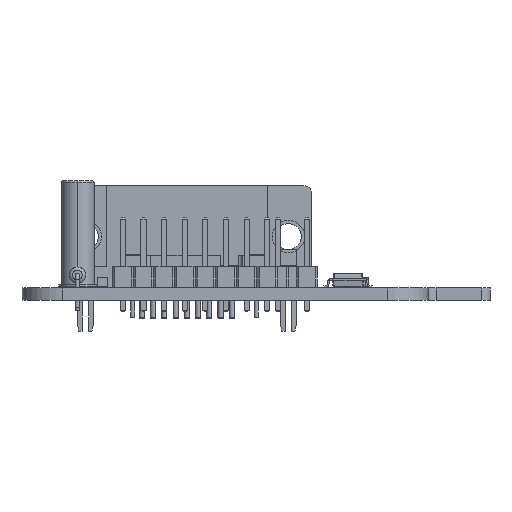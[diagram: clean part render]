
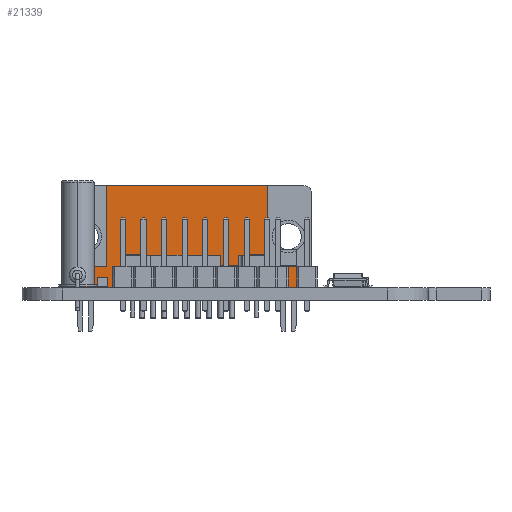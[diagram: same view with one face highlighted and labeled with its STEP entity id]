
A CAD part, left-side view. The second image highlights one B-rep face of the part: STEP entity #21339.
In plain terms, the highlighted face is planar.
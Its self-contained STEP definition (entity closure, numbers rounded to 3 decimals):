
#20765 = VERTEX_POINT('',#20766);
#20766 = CARTESIAN_POINT('',(4.36,1.8,12.5));
#20772 = EDGE_CURVE('',#20765,#20773,#20775,.T.);
#20773 = VERTEX_POINT('',#20774);
#20774 = CARTESIAN_POINT('',(-15.44,1.8,12.5));
#20775 = LINE('',#20776,#20777);
#20776 = CARTESIAN_POINT('',(9.86,1.8,12.5));
#20777 = VECTOR('',#20778,1.);
#20778 = DIRECTION('',(-1.,0.,0.));
#20871 = VERTEX_POINT('',#20872);
#20872 = CARTESIAN_POINT('',(9.86,1.8,0.));
#20878 = EDGE_CURVE('',#20871,#20879,#20881,.T.);
#20879 = VERTEX_POINT('',#20880);
#20880 = CARTESIAN_POINT('',(9.86,1.8,2.5));
#20881 = LINE('',#20882,#20883);
#20882 = CARTESIAN_POINT('',(9.86,1.8,0.));
#20883 = VECTOR('',#20884,1.);
#20884 = DIRECTION('',(0.,0.,1.));
#20919 = VERTEX_POINT('',#20920);
#20920 = CARTESIAN_POINT('',(-20.94,1.8,2.5));
#20926 = EDGE_CURVE('',#20919,#20927,#20929,.T.);
#20927 = VERTEX_POINT('',#20928);
#20928 = CARTESIAN_POINT('',(-20.94,1.8,0.));
#20929 = LINE('',#20930,#20931);
#20930 = CARTESIAN_POINT('',(-20.94,1.8,12.5));
#20931 = VECTOR('',#20932,1.);
#20932 = DIRECTION('',(0.,0.,-1.));
#20989 = EDGE_CURVE('',#20927,#20871,#20990,.T.);
#20990 = LINE('',#20991,#20992);
#20991 = CARTESIAN_POINT('',(-20.94,1.8,0.));
#20992 = VECTOR('',#20993,1.);
#20993 = DIRECTION('',(1.,0.,0.));
#21321 = VERTEX_POINT('',#21322);
#21322 = CARTESIAN_POINT('',(-15.44,1.8,2.5));
#21328 = EDGE_CURVE('',#21321,#20773,#21329,.T.);
#21329 = LINE('',#21330,#21331);
#21330 = CARTESIAN_POINT('',(-15.44,1.8,4.375));
#21331 = VECTOR('',#21332,1.);
#21332 = DIRECTION('',(0.,0.,1.));
#21339 = ADVANCED_FACE('',(#21340),#21367,.F.);
#21340 = FACE_BOUND('',#21341,.F.);
#21341 = EDGE_LOOP('',(#21342,#21350,#21351,#21352,#21358,#21359,#21360,
    #21361));
#21342 = ORIENTED_EDGE('',*,*,#21343,.F.);
#21343 = EDGE_CURVE('',#20765,#21344,#21346,.T.);
#21344 = VERTEX_POINT('',#21345);
#21345 = CARTESIAN_POINT('',(4.36,1.8,2.5));
#21346 = LINE('',#21347,#21348);
#21347 = CARTESIAN_POINT('',(4.36,1.8,10.625));
#21348 = VECTOR('',#21349,1.);
#21349 = DIRECTION('',(0.,0.,-1.));
#21350 = ORIENTED_EDGE('',*,*,#20772,.T.);
#21351 = ORIENTED_EDGE('',*,*,#21328,.F.);
#21352 = ORIENTED_EDGE('',*,*,#21353,.F.);
#21353 = EDGE_CURVE('',#20919,#21321,#21354,.T.);
#21354 = LINE('',#21355,#21356);
#21355 = CARTESIAN_POINT('',(-13.99,1.8,2.5));
#21356 = VECTOR('',#21357,1.);
#21357 = DIRECTION('',(1.,0.,0.));
#21358 = ORIENTED_EDGE('',*,*,#20926,.T.);
#21359 = ORIENTED_EDGE('',*,*,#20989,.T.);
#21360 = ORIENTED_EDGE('',*,*,#20878,.T.);
#21361 = ORIENTED_EDGE('',*,*,#21362,.F.);
#21362 = EDGE_CURVE('',#21344,#20879,#21363,.T.);
#21363 = LINE('',#21364,#21365);
#21364 = CARTESIAN_POINT('',(-0.59,1.8,2.5));
#21365 = VECTOR('',#21366,1.);
#21366 = DIRECTION('',(1.,0.,0.));
#21367 = PLANE('',#21368);
#21368 = AXIS2_PLACEMENT_3D('',#21369,#21370,#21371);
#21369 = CARTESIAN_POINT('',(-5.54,1.8,6.25));
#21370 = DIRECTION('',(0.,-1.,0.));
#21371 = DIRECTION('',(1.,0.,0.));
